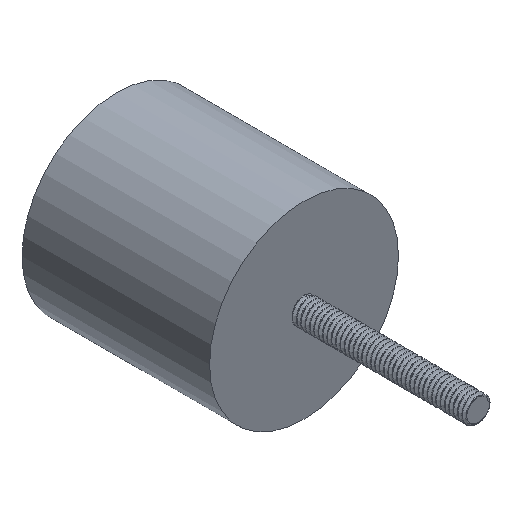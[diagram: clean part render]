
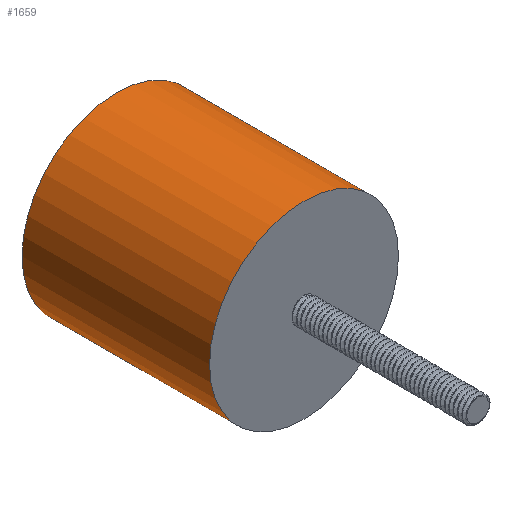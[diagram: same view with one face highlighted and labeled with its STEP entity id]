
A CAD part, isometric view. The second image highlights one B-rep face of the part: STEP entity #1659.
In plain terms, the highlighted cylindrical face has radius 21.688 mm (diameter 43.376 mm), a full revolution.
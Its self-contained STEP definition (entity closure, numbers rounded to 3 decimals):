
#107=FACE_OUTER_BOUND('',#198,.T.);
#198=EDGE_LOOP('',(#1472,#1473,#1474,#1475));
#209=CIRCLE('',#1765,21.688);
#211=CIRCLE('',#1768,21.688);
#461=LINE('',#7446,#543);
#543=VECTOR('',#2038,21.688);
#713=VERTEX_POINT('',#7440);
#714=VERTEX_POINT('',#7444);
#968=EDGE_CURVE('',#713,#713,#209,.T.);
#970=EDGE_CURVE('',#714,#714,#211,.T.);
#971=EDGE_CURVE('',#714,#713,#461,.T.);
#1472=ORIENTED_EDGE('',*,*,#970,.F.);
#1473=ORIENTED_EDGE('',*,*,#971,.T.);
#1474=ORIENTED_EDGE('',*,*,#968,.T.);
#1475=ORIENTED_EDGE('',*,*,#971,.F.);
#1572=CYLINDRICAL_SURFACE('',#1767,21.688);
#1659=ADVANCED_FACE('',(#107),#1572,.T.);
#1765=AXIS2_PLACEMENT_3D('',#7441,#2030,#2031);
#1767=AXIS2_PLACEMENT_3D('',#7443,#2034,#2035);
#1768=AXIS2_PLACEMENT_3D('',#7445,#2036,#2037);
#2030=DIRECTION('center_axis',(0.,1.,0.));
#2031=DIRECTION('ref_axis',(1.,0.,0.));
#2034=DIRECTION('center_axis',(0.,1.,0.));
#2035=DIRECTION('ref_axis',(0.,0.,1.));
#2036=DIRECTION('center_axis',(0.,1.,0.));
#2037=DIRECTION('ref_axis',(1.,0.,0.));
#2038=DIRECTION('',(0.,-1.,0.));
#7440=CARTESIAN_POINT('',(0.,0.,-21.688));
#7441=CARTESIAN_POINT('Origin',(0.,0.,0.));
#7443=CARTESIAN_POINT('Origin',(0.,21.531,0.));
#7444=CARTESIAN_POINT('',(0.,43.062,-21.688));
#7445=CARTESIAN_POINT('Origin',(0.,43.062,0.));
#7446=CARTESIAN_POINT('',(0.,21.531,-21.688));
